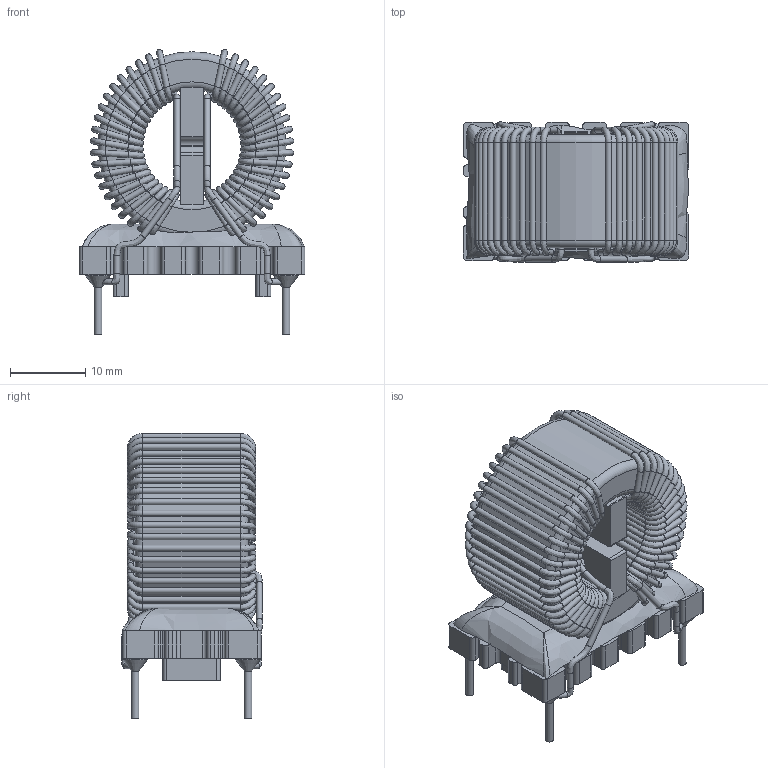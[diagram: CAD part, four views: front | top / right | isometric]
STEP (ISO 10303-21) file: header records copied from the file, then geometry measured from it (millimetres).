
FILE_DESCRIPTION(/* description */ ('Unknown'),/* implementation_level */ '2;1');
FILE_NAME(/* name */ '744825605_XL',/* time_stamp */ '2023-06-13T14:02:43+02:00',/* author */ ('Unknown'),/* organization */ ('Unknown'),/* preprocessor_version */ 'ST-DEVELOPER v16.7',/* originating_system */ 'Solid Edge',/* authorisation */ 'Unknown');
FILE_SCHEMA (('AUTOMOTIVE_DESIGN {1 0 10303 214 3 1 1}'));
Length unit declared in the file: millimetre
Products named in the file (6): 744825605_XL; 744825605; Spacer; Glue; Solderpoint; Base
Assembly tree (5 placements, depth 2):
  744825605_XL
    744825605
    Spacer
    Glue
    Solderpoint
    Base
Bounding box: 30 x 18.69 x 37.91 mm (x, y, z)
Volume: 9097.3 mm3; surface area: 11127 mm2
Topology: 10 solids, 10 shells, 636 faces, 1454 edges, 843 vertices
Faces by surface type: cylinder 267, plane 132, bspline 117, torus 116, cone 4
Full cylindrical faces by diameter (mm): 0.8 x186, 1 x4, 15 x1, 25 x1
Entity records: 60612 total; most frequent: CARTESIAN_POINT 44209, DIRECTION 2530, ORIENTED_EDGE 2018, AXIS2_PLACEMENT_3D 1086, EDGE_LOOP 1068, FACE_BOUND 1068, EDGE_CURVE 1009, VERTEX_POINT 811
